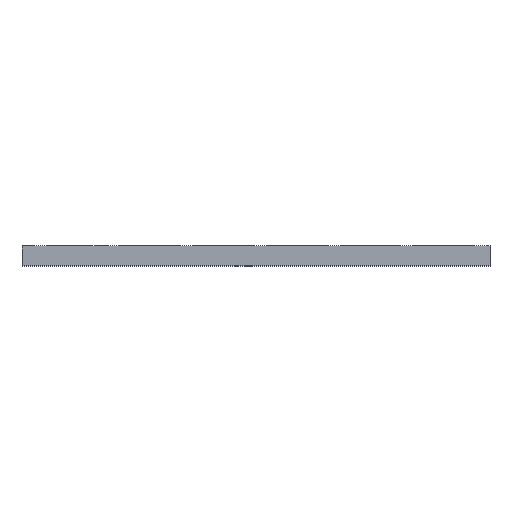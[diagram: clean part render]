
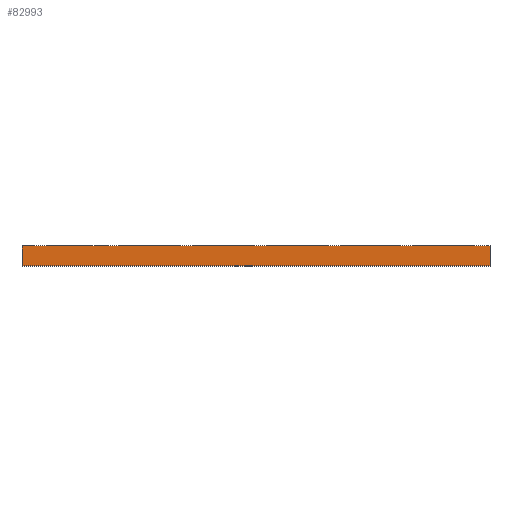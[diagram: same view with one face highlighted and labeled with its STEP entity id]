
A CAD part, top view. The second image highlights one B-rep face of the part: STEP entity #82993.
In plain terms, the highlighted planar face has unit normal (0, 0, 1).
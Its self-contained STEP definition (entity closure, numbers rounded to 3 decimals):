
#3013=DIRECTION('',(1.,0.,0.));
#3014=VECTOR('',#3013,119.2);
#3015=CARTESIAN_POINT('',(-12.25,1.3,38.));
#3016=LINE('',#3015,#3014);
#3861=DIRECTION('',(0.,1.,0.));
#3862=VECTOR('',#3861,5.);
#3863=CARTESIAN_POINT('',(-12.25,-3.7,38.));
#3864=LINE('',#3863,#3862);
#29433=DIRECTION('',(0.,1.,0.));
#29434=VECTOR('',#29433,5.);
#29435=CARTESIAN_POINT('',(106.95,-3.7,38.));
#29436=LINE('',#29435,#29434);
#29489=DIRECTION('',(1.,0.,0.));
#29490=VECTOR('',#29489,119.2);
#29491=CARTESIAN_POINT('',(-12.25,-3.7,38.));
#29492=LINE('',#29491,#29490);
#31683=CARTESIAN_POINT('',(-12.25,-3.7,38.));
#31684=VERTEX_POINT('',#31683);
#31685=CARTESIAN_POINT('',(-12.25,1.3,38.));
#31686=VERTEX_POINT('',#31685);
#31715=CARTESIAN_POINT('',(106.95,-3.7,38.));
#31716=VERTEX_POINT('',#31715);
#31717=CARTESIAN_POINT('',(106.95,1.3,38.));
#31718=VERTEX_POINT('',#31717);
#82982=CARTESIAN_POINT('',(-12.25,-3.7,38.));
#82983=DIRECTION('',(0.,0.,1.));
#82984=DIRECTION('',(0.,1.,0.));
#82985=AXIS2_PLACEMENT_3D('',#82982,#82983,#82984);
#82986=PLANE('',#82985);
#82987=ORIENTED_EDGE('',*,*,#45772,.T.);
#82988=ORIENTED_EDGE('',*,*,#45243,.T.);
#82989=ORIENTED_EDGE('',*,*,#82833,.F.);
#82990=ORIENTED_EDGE('',*,*,#82975,.F.);
#82991=EDGE_LOOP('',(#82987,#82988,#82989,#82990));
#82992=FACE_OUTER_BOUND('',#82991,.F.);
#82993=ADVANCED_FACE('',(#82992),#82986,.T.);
#45243=EDGE_CURVE('',#31686,#31718,#3016,.T.);
#45772=EDGE_CURVE('',#31684,#31686,#3864,.T.);
#82833=EDGE_CURVE('',#31716,#31718,#29436,.T.);
#82975=EDGE_CURVE('',#31684,#31716,#29492,.T.);
